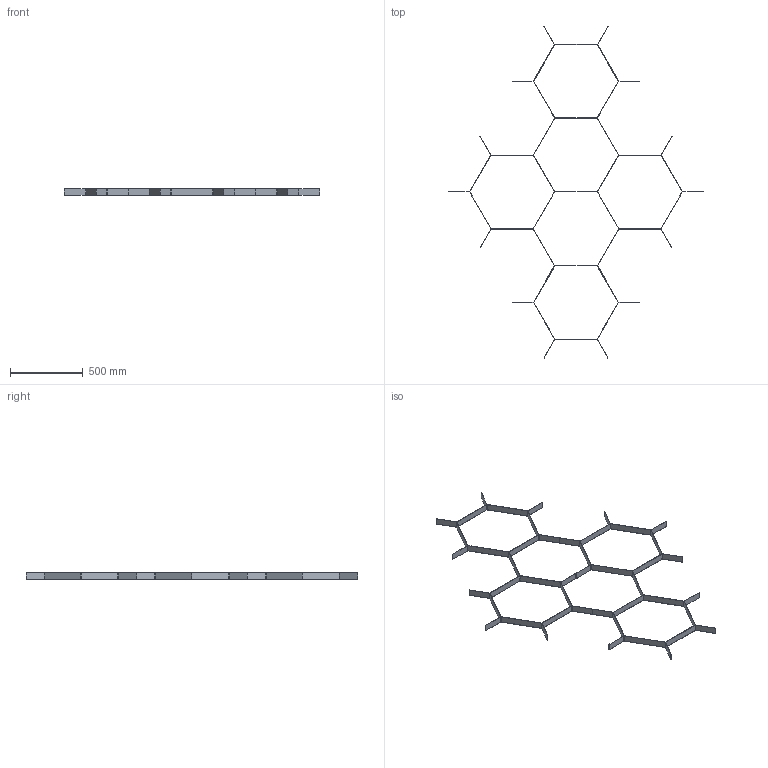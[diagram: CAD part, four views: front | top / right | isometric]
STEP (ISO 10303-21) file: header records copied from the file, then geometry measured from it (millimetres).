
FILE_DESCRIPTION(('FreeCAD Model'),'2;1');
FILE_NAME('Open CASCADE Shape Model','2025-05-01T10:08:37',('FreeCAD'),( 'FreeCAD'),'Open CASCADE STEP processor 7.6','FreeCAD','Unknown');
FILE_SCHEMA(('AUTOMOTIVE_DESIGN { 1 0 10303 214 1 1 1 1 }'));
Length unit declared in the file: millimetre
Products named in the file (1): Open CASCADE STEP translator 7.6 1
Bounding box: 1754.89 x 2280.54 x 43.87 mm (x, y, z)
Volume: 1076025.7 mm3; surface area: 1277220.2 mm2
Topology: 16 solids, 16 shells, 328 faces, 696 edges, 400 vertices
Faces by surface type: bspline 328
Entity records: 7720 total; most frequent: CARTESIAN_POINT 3329, ORIENTED_EDGE 1392, EDGE_CURVE 696, B_SPLINE_CURVE_WITH_KNOTS 584, VERTEX_POINT 400, FACE_BOUND 336, EDGE_LOOP 336, ADVANCED_FACE 328
